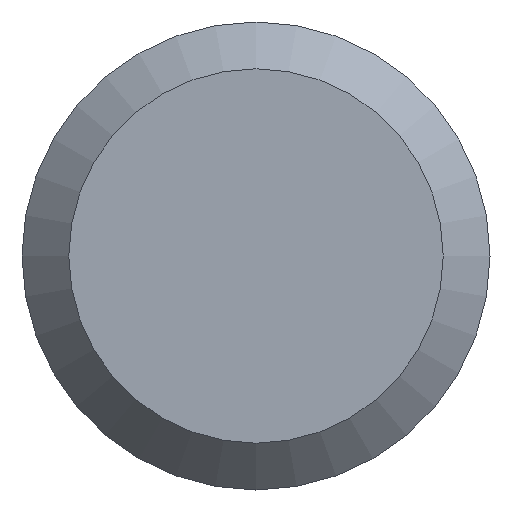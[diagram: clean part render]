
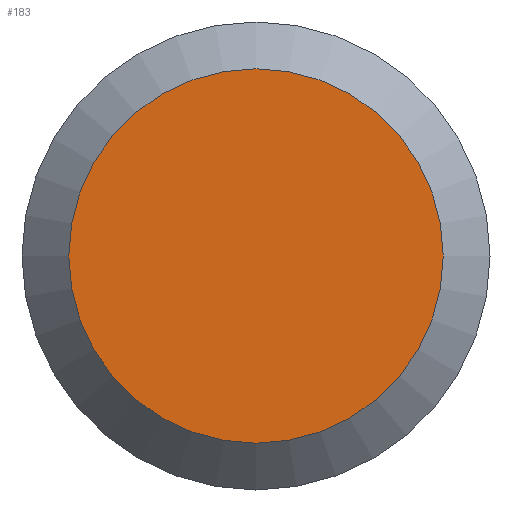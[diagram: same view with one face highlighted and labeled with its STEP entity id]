
A CAD part, left-side view. The second image highlights one B-rep face of the part: STEP entity #183.
In plain terms, the highlighted planar face has unit normal (-1, 0, 0).
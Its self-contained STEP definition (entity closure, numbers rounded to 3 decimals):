
#17 = CARTESIAN_POINT ( 'NONE',  ( 0., 0., -2.84 ) ) ;
#25 = VERTEX_POINT ( 'NONE', #17 ) ;
#27 = DIRECTION ( 'NONE',  ( -1., 0., 0. ) ) ;
#34 = FACE_OUTER_BOUND ( 'NONE', #114, .T. ) ;
#47 = CARTESIAN_POINT ( 'NONE',  ( 0., 3.55, 0. ) ) ;
#64 = EDGE_CURVE ( 'NONE', #25, #25, #205, .T. ) ;
#77 = DIRECTION ( 'NONE',  ( 0., 0., -1. ) ) ;
#92 = DIRECTION ( 'NONE',  ( 1., 0., 0. ) ) ;
#112 = DIRECTION ( 'NONE',  ( 0., 0., -1. ) ) ;
#114 = EDGE_LOOP ( 'NONE', ( #207 ) ) ;
#140 = AXIS2_PLACEMENT_3D ( 'NONE', #199, #27, #77 ) ;
#183 = ADVANCED_FACE ( 'NONE', ( #34 ), #212, .F. ) ;
#190 = AXIS2_PLACEMENT_3D ( 'NONE', #47, #92, #112 ) ;
#199 = CARTESIAN_POINT ( 'NONE',  ( 0., 0., 0. ) ) ;
#205 = CIRCLE ( 'NONE', #140, 2.84 ) ;
#207 = ORIENTED_EDGE ( 'NONE', *, *, #64, .T. ) ;
#212 = PLANE ( 'NONE',  #190 ) ;
